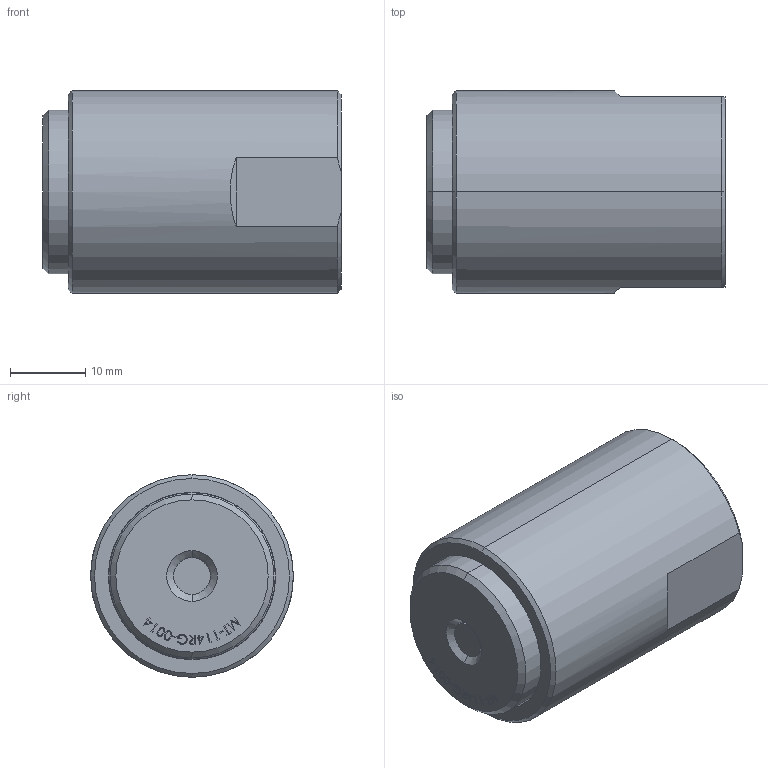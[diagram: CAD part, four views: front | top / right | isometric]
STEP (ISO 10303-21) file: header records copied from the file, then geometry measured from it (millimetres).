
FILE_DESCRIPTION (( 'STEP AP203' ), '1' );
FILE_NAME ('MT-114RG-0014.step', '2019-10-25T17:01:56', ( '' ), ( '' ), 'SwSTEP 2.0', 'SolidWorks 2020', '' );
FILE_SCHEMA (( 'CONFIG_CONTROL_DESIGN' ));
Length unit declared in the file: inch
Products named in the file (1): MT-114RG-0014
Bounding box: 39.7 x 26.99 x 26.99 mm (x, y, z)
Volume: 14887.9 mm3; surface area: 10110.3 mm2
Topology: 9 solids, 9 shells, 245 faces, 618 edges, 405 vertices
Faces by surface type: plane 124, cylinder 41, bspline 35, cone 29, sphere 10, torus 6
Entity records: 11413 total; most frequent: CARTESIAN_POINT 5881, ORIENTED_EDGE 1186, DIRECTION 993, EDGE_CURVE 593, VERTEX_POINT 390, LINE 371, VECTOR 371, AXIS2_PLACEMENT_3D 311
